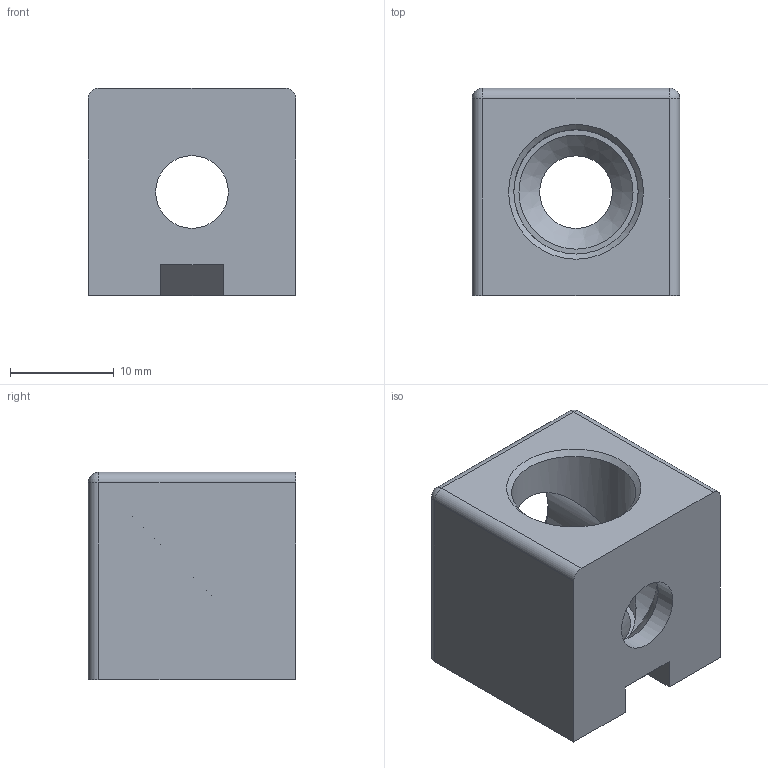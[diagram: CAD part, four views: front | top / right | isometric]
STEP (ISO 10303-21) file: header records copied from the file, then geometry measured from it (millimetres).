
FILE_DESCRIPTION((''),'2;1');
FILE_NAME('AR3584.stp','2019-02-05T15:15:12',('Konstruktor II'),(''),'Autodesk Inventor 2013','Autodesk Inventor 2013','');
FILE_SCHEMA(('AUTOMOTIVE_DESIGN { 1 0 10303 214 1 1 1 1 }'));
Length unit declared in the file: millimetre
Products named in the file (1): AR3584
Bounding box: 20 x 20 x 20 mm (x, y, z)
Volume: 5062.5 mm3; surface area: 2944.2 mm2
Topology: 1 solids, 1 shells, 30 faces, 65 edges, 37 vertices
Faces by surface type: cylinder 13, plane 11, cone 4, sphere 2
Full cylindrical faces by diameter (mm): 7 x2, 12 x2
Entity records: 806 total; most frequent: DIRECTION 150, CARTESIAN_POINT 125, ORIENTED_EDGE 114, AXIS2_PLACEMENT_3D 62, EDGE_CURVE 57, EDGE_LOOP 44, VERTEX_POINT 37, FACE_OUTER_BOUND 30
